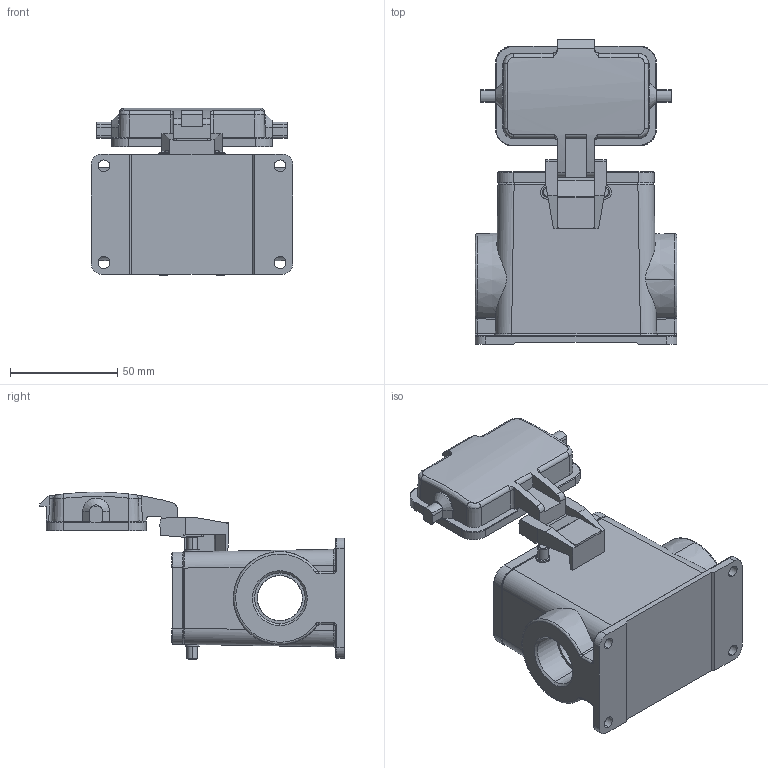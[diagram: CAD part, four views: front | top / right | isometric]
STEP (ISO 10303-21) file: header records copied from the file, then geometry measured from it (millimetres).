
FILE_DESCRIPTION (( 'STEP AP203' ), '1' );
FILE_NAME ('HV10B-SFH-4B-CV-2M25.STP', '2017-08-21T11:41:49', ( '微软用户' ), ( '微软中国' ), 'SwSTEP 2.0', 'SolidWorks 2012', '' );
FILE_SCHEMA (( 'CONFIG_CONTROL_DESIGN' ));
Length unit declared in the file: millimetre
Products named in the file (1): HV10B-SFH-4B-CV-2M25
Bounding box: 94 x 141.82 x 78.14 mm (x, y, z)
Volume: 159775.1 mm3; surface area: 66227.1 mm2
Topology: 1 solids, 1 shells, 529 faces, 1349 edges, 850 vertices
Faces by surface type: cylinder 213, plane 213, bspline 52, cone 39, torus 12
Entity records: 19695 total; most frequent: CARTESIAN_POINT 7277, ORIENTED_EDGE 2698, DIRECTION 2443, EDGE_CURVE 1349, AXIS2_PLACEMENT_3D 853, VERTEX_POINT 850, LINE 737, VECTOR 737
